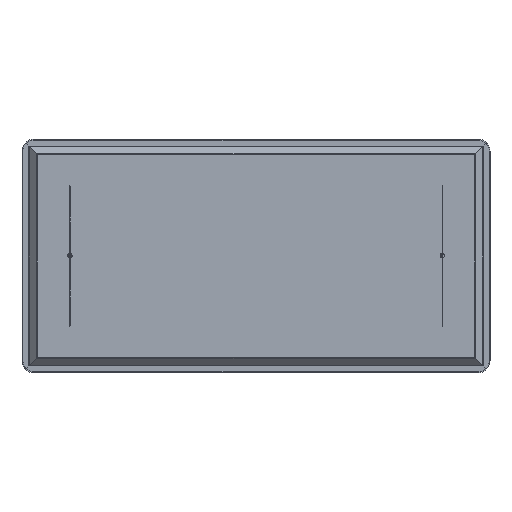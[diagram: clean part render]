
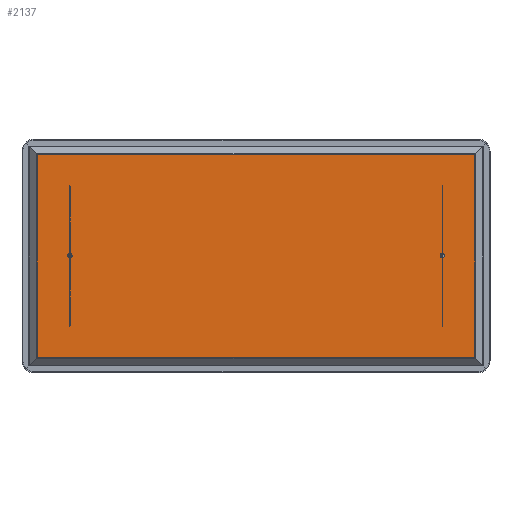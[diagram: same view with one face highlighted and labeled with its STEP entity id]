
A CAD part, top view. The second image highlights one B-rep face of the part: STEP entity #2137.
In plain terms, the highlighted planar face has unit normal (0, 0, 1).
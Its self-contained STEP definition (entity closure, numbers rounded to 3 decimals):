
#2137=ADVANCED_FACE('',(#3822),#26061,.T.);
#3822=FACE_OUTER_BOUND('',#5507,.T.);
#5507=EDGE_LOOP('',(#7249,#7250,#7251,#7252));
#7249=ORIENTED_EDGE('',*,*,#15709,.F.);
#7250=ORIENTED_EDGE('',*,*,#15718,.F.);
#7251=ORIENTED_EDGE('',*,*,#15697,.T.);
#7252=ORIENTED_EDGE('',*,*,#15704,.T.);
#15697=EDGE_CURVE('',#23398,#23397,#20010,.T.);
#15704=EDGE_CURVE('',#23397,#23403,#20017,.T.);
#15709=EDGE_CURVE('',#23408,#23403,#20022,.T.);
#15718=EDGE_CURVE('',#23398,#23408,#20031,.T.);
#20010=B_SPLINE_CURVE_WITH_KNOTS('',1,(#28090,#28091),.UNSPECIFIED.,.F.,
 .F.,(2,2),(-1490.,0.),.UNSPECIFIED.);
#20017=B_SPLINE_CURVE_WITH_KNOTS('',1,(#28104,#28105),.UNSPECIFIED.,.F.,
 .F.,(2,2),(-690.,0.),.UNSPECIFIED.);
#20022=B_SPLINE_CURVE_WITH_KNOTS('',1,(#28114,#28115),.UNSPECIFIED.,.F.,
 .F.,(2,2),(0.,1490.),.UNSPECIFIED.);
#20031=B_SPLINE_CURVE_WITH_KNOTS('',1,(#28132,#28133),.UNSPECIFIED.,.F.,
 .F.,(2,2),(0.,690.),.UNSPECIFIED.);
#23397=VERTEX_POINT('',#28062);
#23398=VERTEX_POINT('',#28063);
#23403=VERTEX_POINT('',#28068);
#23408=VERTEX_POINT('',#28073);
#26061=PLANE('',#26736);
#26736=AXIS2_PLACEMENT_3D('',#28055,#27395,$);
#27395=DIRECTION('',(0.,0.,1.));
#28055=CARTESIAN_POINT('',(-1294.61,-414.639,-88.739));
#28062=CARTESIAN_POINT('',(345.,-345.03,-88.739));
#28063=CARTESIAN_POINT('',(-1145.,-345.03,-88.739));
#28068=CARTESIAN_POINT('',(345.,344.97,-88.739));
#28073=CARTESIAN_POINT('',(-1145.,344.97,-88.739));
#28090=CARTESIAN_POINT('',(-1145.,-345.03,-88.739));
#28091=CARTESIAN_POINT('',(345.,-345.03,-88.739));
#28104=CARTESIAN_POINT('',(345.,-345.03,-88.739));
#28105=CARTESIAN_POINT('',(345.,344.97,-88.739));
#28114=CARTESIAN_POINT('',(-1145.,344.97,-88.739));
#28115=CARTESIAN_POINT('',(345.,344.97,-88.739));
#28132=CARTESIAN_POINT('',(-1145.,-345.03,-88.739));
#28133=CARTESIAN_POINT('',(-1145.,344.97,-88.739));
